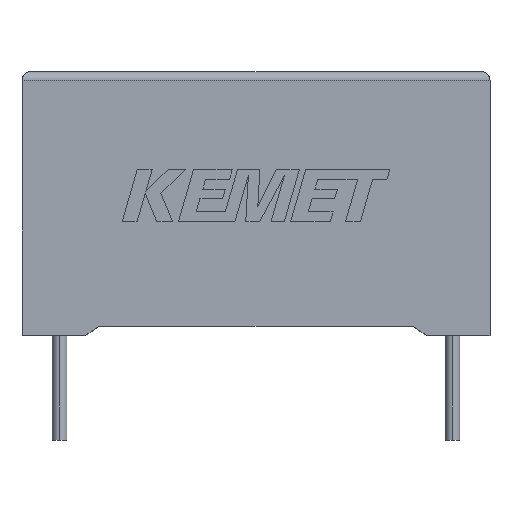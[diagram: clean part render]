
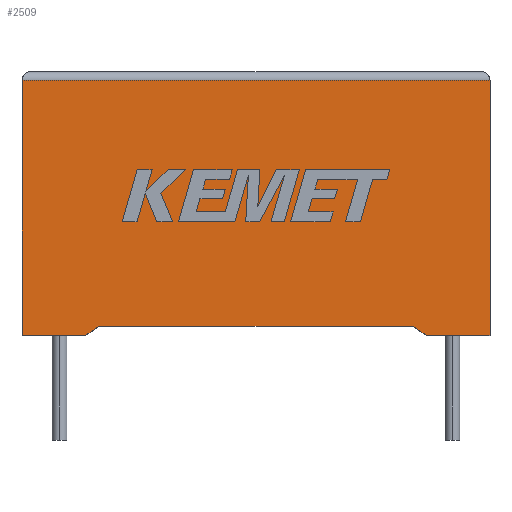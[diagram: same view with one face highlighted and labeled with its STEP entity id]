
A CAD part, top view. The second image highlights one B-rep face of the part: STEP entity #2509.
In plain terms, the highlighted planar face has unit normal (0, 0, 1).
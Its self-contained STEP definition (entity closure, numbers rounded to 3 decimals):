
#59 = EDGE_CURVE ( 'NONE', #1477, #553, #177, .T. ) ;
#105 = CARTESIAN_POINT ( 'NONE',  ( 22.406, 0.521, 6.2 ) ) ;
#126 = CARTESIAN_POINT ( 'NONE',  ( 0., 0., 6.2 ) ) ;
#153 = ORIENTED_EDGE ( 'NONE', *, *, #622, .T. ) ;
#177 = LINE ( 'NONE', #2285, #261 ) ;
#215 = CARTESIAN_POINT ( 'NONE',  ( 23.15, 0., 6.2 ) ) ;
#261 = VECTOR ( 'NONE', #1331, 1000. ) ;
#269 = ORIENTED_EDGE ( 'NONE', *, *, #59, .F. ) ;
#295 = LINE ( 'NONE', #1709, #2452 ) ;
#342 = DIRECTION ( 'NONE',  ( -1., 0., 0. ) ) ;
#353 = DIRECTION ( 'NONE',  ( 0., 0., -1. ) ) ;
#407 = DIRECTION ( 'NONE',  ( -1., 0., 0. ) ) ;
#410 = EDGE_CURVE ( 'NONE', #1889, #1477, #1810, .T. ) ;
#502 = DIRECTION ( 'NONE',  ( 0.819, -0.573, 0. ) ) ;
#553 = VERTEX_POINT ( 'NONE', #2846 ) ;
#554 = VECTOR ( 'NONE', #407, 1000. ) ;
#573 = VECTOR ( 'NONE', #2521, 1000. ) ;
#621 = AXIS2_PLACEMENT_3D ( 'NONE', #2472, #353, #342 ) ;
#622 = EDGE_CURVE ( 'NONE', #1321, #1972, #1268, .T. ) ;
#641 = VERTEX_POINT ( 'NONE', #804 ) ;
#691 = ORIENTED_EDGE ( 'NONE', *, *, #2699, .T. ) ;
#706 = VECTOR ( 'NONE', #502, 1000. ) ;
#723 = DIRECTION ( 'NONE',  ( 0., -1., 0. ) ) ;
#804 = CARTESIAN_POINT ( 'NONE',  ( 23.15, 0., 6.2 ) ) ;
#825 = ORIENTED_EDGE ( 'NONE', *, *, #844, .T. ) ;
#844 = EDGE_CURVE ( 'NONE', #1889, #641, #2642, .T. ) ;
#861 = CARTESIAN_POINT ( 'NONE',  ( 0., 0., 6.2 ) ) ;
#1050 = LINE ( 'NONE', #2975, #1613 ) ;
#1071 = CARTESIAN_POINT ( 'NONE',  ( 26.8, 0., 6.2 ) ) ;
#1162 = CARTESIAN_POINT ( 'NONE',  ( 0., 14.6, 6.2 ) ) ;
#1268 = LINE ( 'NONE', #1071, #2836 ) ;
#1291 = VERTEX_POINT ( 'NONE', #126 ) ;
#1302 = EDGE_LOOP ( 'NONE', ( #153, #1489, #2607, #2493, #269, #2962, #825, #691 ) ) ;
#1321 = VERTEX_POINT ( 'NONE', #2186 ) ;
#1331 = DIRECTION ( 'NONE',  ( -0.819, -0.573, 0. ) ) ;
#1339 = CARTESIAN_POINT ( 'NONE',  ( 13.4, 0.521, 6.2 ) ) ;
#1408 = DIRECTION ( 'NONE',  ( 1., 0., 0. ) ) ;
#1477 = VERTEX_POINT ( 'NONE', #2870 ) ;
#1489 = ORIENTED_EDGE ( 'NONE', *, *, #2496, .T. ) ;
#1528 = DIRECTION ( 'NONE',  ( 0., 1., 0. ) ) ;
#1613 = VECTOR ( 'NONE', #1727, 1000. ) ;
#1652 = LINE ( 'NONE', #2117, #1699 ) ;
#1699 = VECTOR ( 'NONE', #1408, 1000. ) ;
#1709 = CARTESIAN_POINT ( 'NONE',  ( 0., 0., 6.2 ) ) ;
#1727 = DIRECTION ( 'NONE',  ( -1., 0., 0. ) ) ;
#1734 = EDGE_CURVE ( 'NONE', #1291, #553, #1652, .T. ) ;
#1810 = LINE ( 'NONE', #1339, #554 ) ;
#1827 = VERTEX_POINT ( 'NONE', #1162 ) ;
#1889 = VERTEX_POINT ( 'NONE', #105 ) ;
#1972 = VERTEX_POINT ( 'NONE', #2920 ) ;
#1985 = FACE_OUTER_BOUND ( 'NONE', #1302, .T. ) ;
#2117 = CARTESIAN_POINT ( 'NONE',  ( 0., 0., 6.2 ) ) ;
#2186 = CARTESIAN_POINT ( 'NONE',  ( 26.8, 0., 6.2 ) ) ;
#2268 = PLANE ( 'NONE',  #621 ) ;
#2285 = CARTESIAN_POINT ( 'NONE',  ( 3.65, 0., 6.2 ) ) ;
#2452 = VECTOR ( 'NONE', #723, 1000. ) ;
#2472 = CARTESIAN_POINT ( 'NONE',  ( 0., 0., 6.2 ) ) ;
#2493 = ORIENTED_EDGE ( 'NONE', *, *, #1734, .T. ) ;
#2496 = EDGE_CURVE ( 'NONE', #1972, #1827, #1050, .T. ) ;
#2509 = ADVANCED_FACE ( 'NONE', ( #1985 ), #2268, .F. ) ;
#2521 = DIRECTION ( 'NONE',  ( 1., 0., 0. ) ) ;
#2577 = LINE ( 'NONE', #861, #573 ) ;
#2607 = ORIENTED_EDGE ( 'NONE', *, *, #2731, .T. ) ;
#2642 = LINE ( 'NONE', #215, #706 ) ;
#2699 = EDGE_CURVE ( 'NONE', #641, #1321, #2577, .T. ) ;
#2731 = EDGE_CURVE ( 'NONE', #1827, #1291, #295, .T. ) ;
#2836 = VECTOR ( 'NONE', #1528, 1000. ) ;
#2846 = CARTESIAN_POINT ( 'NONE',  ( 3.65, 0., 6.2 ) ) ;
#2870 = CARTESIAN_POINT ( 'NONE',  ( 4.394, 0.521, 6.2 ) ) ;
#2920 = CARTESIAN_POINT ( 'NONE',  ( 26.8, 14.6, 6.2 ) ) ;
#2962 = ORIENTED_EDGE ( 'NONE', *, *, #410, .F. ) ;
#2975 = CARTESIAN_POINT ( 'NONE',  ( 0., 14.6, 6.2 ) ) ;
